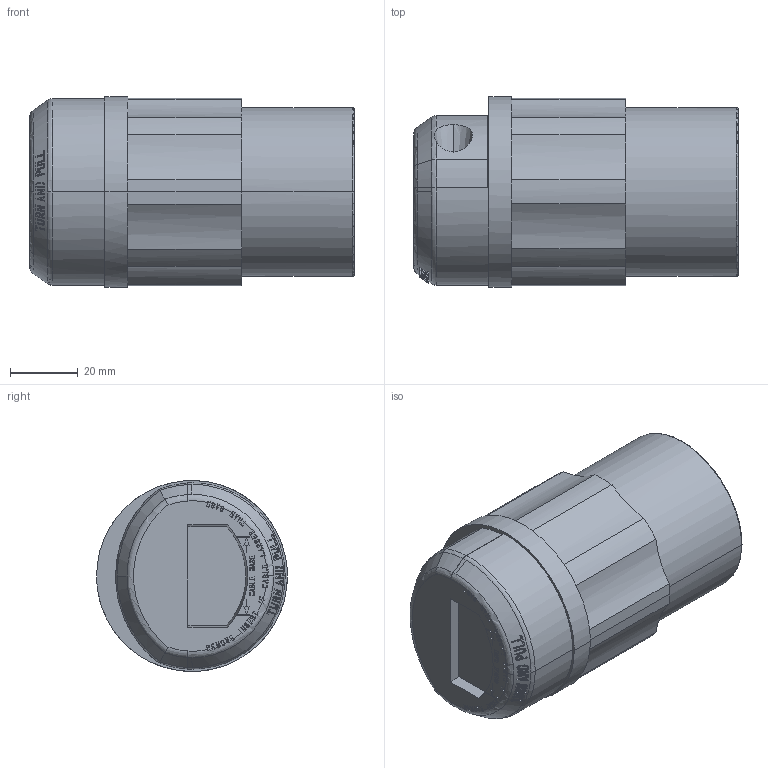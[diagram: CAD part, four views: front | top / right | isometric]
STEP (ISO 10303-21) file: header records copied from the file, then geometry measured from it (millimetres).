
FILE_DESCRIPTION (( 'STEP AP214' ), '1' );
FILE_NAME ('CATSTD-02813-000-M01.STEP', '2022-06-29T12:35:46', ( '' ), ( '' ), 'SwSTEP 2.0', 'SolidWorks 2020', '' );
FILE_SCHEMA (( 'AUTOMOTIVE_DESIGN' ));
Length unit declared in the file: inch
Products named in the file (1): CATSTD-02813-000-M01
Bounding box: 96.06 x 56.52 x 56.49 mm (x, y, z)
Surface area: 24857.6 mm2 (no closed solid volume)
Topology: 0 solids, 34 shells, 1308 faces, 3533 edges, 2347 vertices
Faces by surface type: plane 885, cylinder 215, bspline 146, cone 44, torus 18
Entity records: 55824 total; most frequent: CARTESIAN_POINT 28156, ORIENTED_EDGE 7042, EDGE_CURVE 3533, DIRECTION 2978, B_SPLINE_CURVE_WITH_KNOTS 2889, VERTEX_POINT 2347, EDGE_LOOP 1393, ADVANCED_FACE 1308
